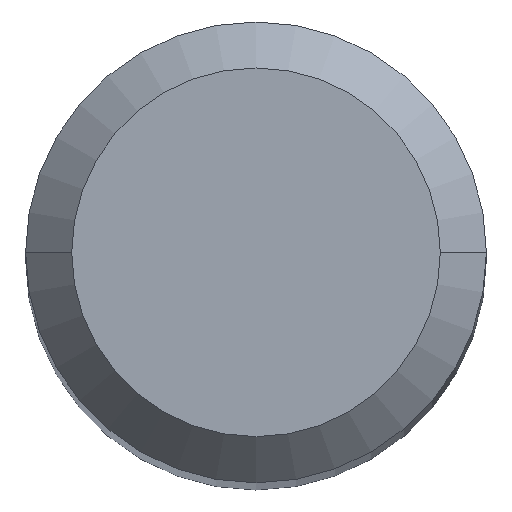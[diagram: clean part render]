
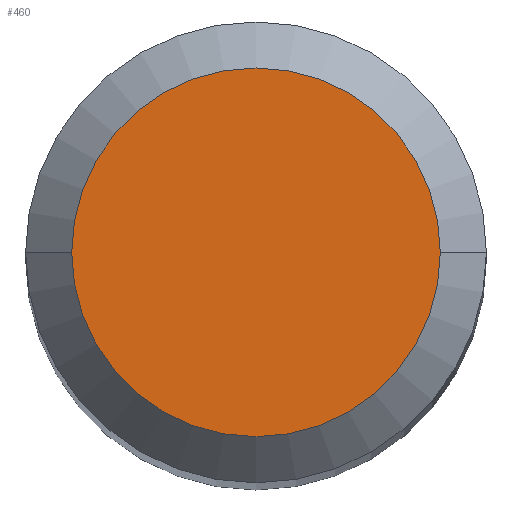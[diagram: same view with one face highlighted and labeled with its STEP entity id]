
A CAD part, top view. The second image highlights one B-rep face of the part: STEP entity #460.
In plain terms, the highlighted planar face has unit normal (0, 0, 1).
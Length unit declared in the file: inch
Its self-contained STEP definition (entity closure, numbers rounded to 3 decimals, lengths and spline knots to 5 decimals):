
#34 = AXIS2_PLACEMENT_3D ( 'NONE', #207, #292, #266 ) ;
#58 = EDGE_LOOP ( 'NONE', ( #203, #111 ) ) ;
#71 = CARTESIAN_POINT ( 'NONE',  ( -0.04724, 0., 0. ) ) ;
#73 = DIRECTION ( 'NONE',  ( 1., 0., 0. ) ) ;
#91 = EDGE_CURVE ( 'NONE', #314, #121, #232, .T. ) ;
#102 = PLANE ( 'NONE',  #34 ) ;
#111 = ORIENTED_EDGE ( 'NONE', *, *, #91, .T. ) ;
#121 = VERTEX_POINT ( 'NONE', #71 ) ;
#203 = ORIENTED_EDGE ( 'NONE', *, *, #487, .T. ) ;
#207 = CARTESIAN_POINT ( 'NONE',  ( 0., 0., 0. ) ) ;
#211 = CIRCLE ( 'NONE', #404, 0.04724 ) ;
#232 = CIRCLE ( 'NONE', #304, 0.04724 ) ;
#254 = CARTESIAN_POINT ( 'NONE',  ( 0., 0., 0. ) ) ;
#260 = DIRECTION ( 'NONE',  ( 0., 0., 1. ) ) ;
#266 = DIRECTION ( 'NONE',  ( -1., 0., 0. ) ) ;
#272 = CARTESIAN_POINT ( 'NONE',  ( 0., 0., 0. ) ) ;
#292 = DIRECTION ( 'NONE',  ( 0., 0., -1. ) ) ;
#304 = AXIS2_PLACEMENT_3D ( 'NONE', #272, #416, #73 ) ;
#314 = VERTEX_POINT ( 'NONE', #319 ) ;
#319 = CARTESIAN_POINT ( 'NONE',  ( 0.04724, 0., 0. ) ) ;
#404 = AXIS2_PLACEMENT_3D ( 'NONE', #254, #260, #405 ) ;
#405 = DIRECTION ( 'NONE',  ( 1., 0., 0. ) ) ;
#416 = DIRECTION ( 'NONE',  ( 0., 0., 1. ) ) ;
#460 = ADVANCED_FACE ( 'NONE', ( #482 ), #102, .F. ) ;
#482 = FACE_OUTER_BOUND ( 'NONE', #58, .T. ) ;
#487 = EDGE_CURVE ( 'NONE', #121, #314, #211, .T. ) ;
